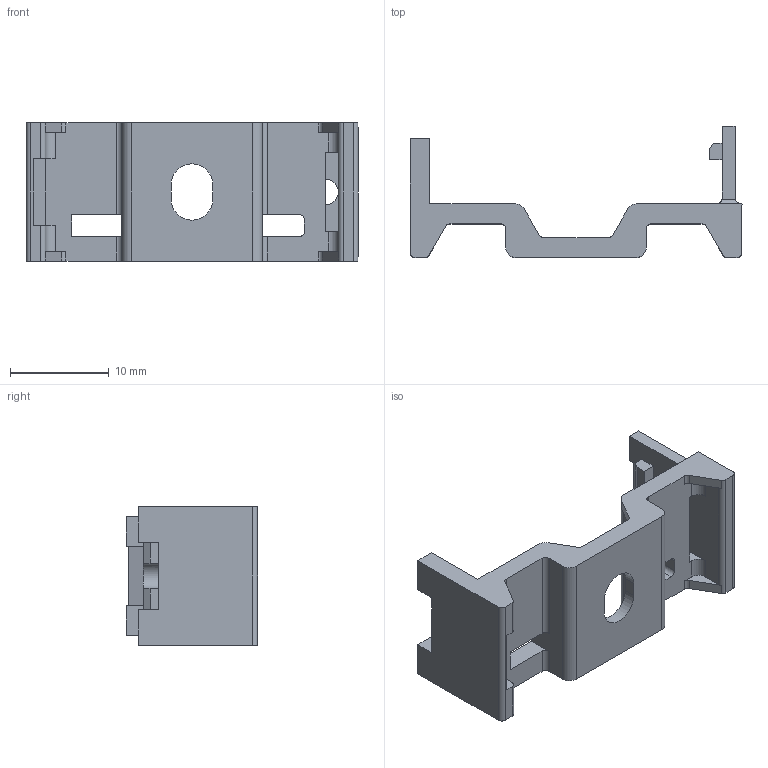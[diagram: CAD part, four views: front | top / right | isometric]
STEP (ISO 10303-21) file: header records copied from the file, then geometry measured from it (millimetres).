
FILE_DESCRIPTION((''),'2;1');
FILE_NAME('00175160100','2019-10-24T',('presta_be4'),(''),'CREO PARAMETRIC BY PTC INC, 2018360','CREO PARAMETRIC BY PTC INC, 2018360','');
FILE_SCHEMA(('CONFIG_CONTROL_DESIGN'));
Length unit declared in the file: millimetre
Products named in the file (1): 00175160100
Bounding box: 33.55 x 13.25 x 14 mm (x, y, z)
Volume: 1389.4 mm3; surface area: 2040 mm2
Topology: 1 solids, 1 shells, 119 faces, 361 edges, 238 vertices
Faces by surface type: plane 78, cylinder 41
Entity records: 4116 total; most frequent: CARTESIAN_POINT 761, ORIENTED_EDGE 722, DIRECTION 673, EDGE_CURVE 361, VECTOR 267, LINE 267, VERTEX_POINT 238, AXIS2_PLACEMENT_3D 203
